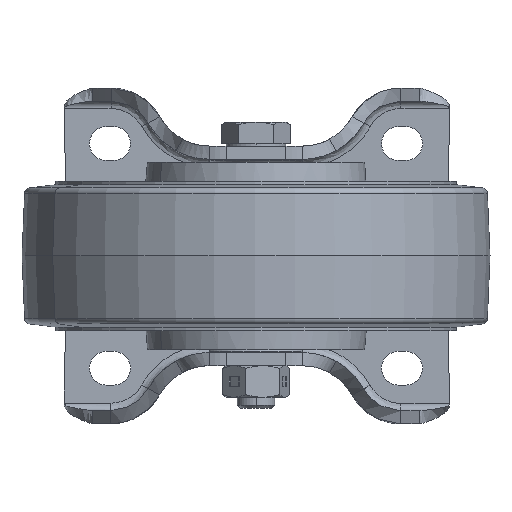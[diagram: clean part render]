
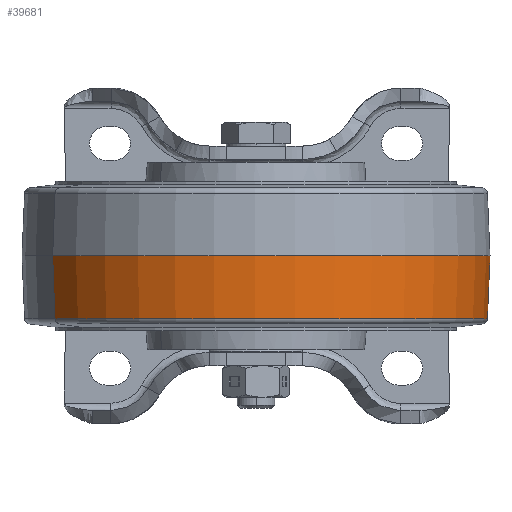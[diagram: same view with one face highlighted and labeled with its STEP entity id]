
A CAD part, front view. The second image highlights one B-rep face of the part: STEP entity #39681.
In plain terms, the highlighted conical face has half-angle 2.386 degrees and reference radius 61.75 mm.
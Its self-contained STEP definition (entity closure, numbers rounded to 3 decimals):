
#108 = DIRECTION ( 'NONE',  ( 0.869, 0.495, 0. ) ) ;
#870 = EDGE_LOOP ( 'NONE', ( #37399, #32553, #19570, #42018 ) ) ;
#1690 = AXIS2_PLACEMENT_3D ( 'NONE', #38881, #23896, #42843 ) ;
#3762 = CARTESIAN_POINT ( 'NONE',  ( -53.653, -123.069, -18. ) ) ;
#4300 = VERTEX_POINT ( 'NONE', #5947 ) ;
#5030 = VERTEX_POINT ( 'NONE', #34102 ) ;
#5947 = CARTESIAN_POINT ( 'NONE',  ( -54.304, -123.44, 0. ) ) ;
#10352 = EDGE_CURVE ( 'NONE', #18289, #14593, #37455, .T. ) ;
#11022 = LINE ( 'NONE', #31063, #40084 ) ;
#14335 = CONICAL_SURFACE ( 'NONE', #1690, 61.75, 0.042 ) ;
#14593 = VERTEX_POINT ( 'NONE', #32945 ) ;
#18289 = VERTEX_POINT ( 'NONE', #23226 ) ;
#19570 = ORIENTED_EDGE ( 'NONE', *, *, #48433, .T. ) ;
#22016 = CARTESIAN_POINT ( 'NONE',  ( 0., -92.5, -16.727 ) ) ;
#22932 = DIRECTION ( 'NONE',  ( 0., 0., 1. ) ) ;
#23226 = CARTESIAN_POINT ( 'NONE',  ( -53.699, -123.095, -16.727 ) ) ;
#23896 = DIRECTION ( 'NONE',  ( 0., 0., 1. ) ) ;
#25849 = DIRECTION ( 'NONE',  ( -0.869, -0.495, 0. ) ) ;
#26757 = DIRECTION ( 'NONE',  ( -0.036, -0.021, 0.999 ) ) ;
#30471 = AXIS2_PLACEMENT_3D ( 'NONE', #45553, #22932, #108 ) ;
#31063 = CARTESIAN_POINT ( 'NONE',  ( 53.653, -61.931, -18. ) ) ;
#32553 = ORIENTED_EDGE ( 'NONE', *, *, #10352, .T. ) ;
#32945 = CARTESIAN_POINT ( 'NONE',  ( 53.699, -61.905, -16.727 ) ) ;
#34102 = CARTESIAN_POINT ( 'NONE',  ( 54.304, -61.56, 0. ) ) ;
#34516 = VECTOR ( 'NONE', #26757, 1000. ) ;
#35631 = DIRECTION ( 'NONE',  ( 0.036, 0.021, 0.999 ) ) ;
#37399 = ORIENTED_EDGE ( 'NONE', *, *, #38286, .F. ) ;
#37455 = CIRCLE ( 'NONE', #42427, 61.803 ) ;
#38286 = EDGE_CURVE ( 'NONE', #18289, #4300, #44569, .T. ) ;
#38881 = CARTESIAN_POINT ( 'NONE',  ( 0., -92.5, -18. ) ) ;
#39681 = ADVANCED_FACE ( 'NONE', ( #48096 ), #14335, .T. ) ;
#40084 = VECTOR ( 'NONE', #35631, 1000. ) ;
#41898 = CIRCLE ( 'NONE', #30471, 62.5 ) ;
#42018 = ORIENTED_EDGE ( 'NONE', *, *, #48285, .F. ) ;
#42427 = AXIS2_PLACEMENT_3D ( 'NONE', #22016, #48406, #25849 ) ;
#42843 = DIRECTION ( 'NONE',  ( 0.869, 0.495, 0. ) ) ;
#44569 = LINE ( 'NONE', #3762, #34516 ) ;
#45553 = CARTESIAN_POINT ( 'NONE',  ( 0., -92.5, 0. ) ) ;
#48096 = FACE_OUTER_BOUND ( 'NONE', #870, .T. ) ;
#48285 = EDGE_CURVE ( 'NONE', #4300, #5030, #41898, .T. ) ;
#48406 = DIRECTION ( 'NONE',  ( 0., 0., 1. ) ) ;
#48433 = EDGE_CURVE ( 'NONE', #14593, #5030, #11022, .T. ) ;
